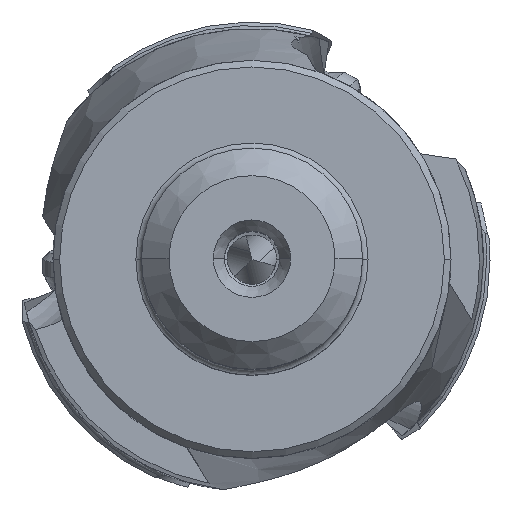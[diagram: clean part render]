
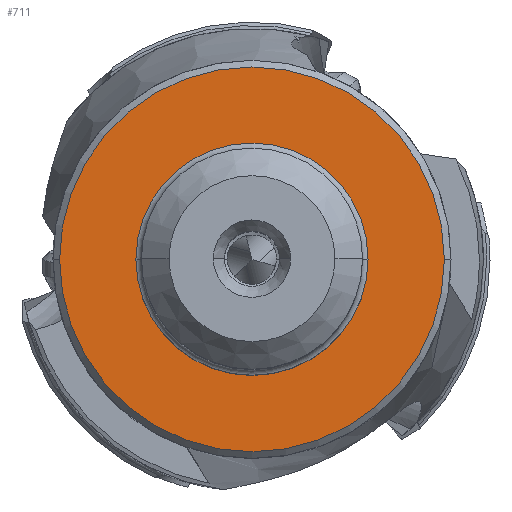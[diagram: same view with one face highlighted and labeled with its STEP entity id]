
A CAD part, top view. The second image highlights one B-rep face of the part: STEP entity #711.
In plain terms, the highlighted planar face has unit normal (0, 0, 1).
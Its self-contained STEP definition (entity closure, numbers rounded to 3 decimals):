
#136=FACE_BOUND('',#1351,.T.);
#137=FACE_BOUND('',#1352,.T.);
#711=ADVANCED_FACE('',(#136,#137),#915,.T.);
#915=PLANE('',#5902);
#1351=EDGE_LOOP('',(#2671,#2672));
#1352=EDGE_LOOP('',(#2673,#2674));
#1690=CIRCLE('',#5895,5.25);
#1692=CIRCLE('',#5898,5.25);
#1693=CIRCLE('',#5900,8.7);
#1694=CIRCLE('',#5901,8.7);
#2671=ORIENTED_EDGE('',*,*,#4567,.F.);
#2672=ORIENTED_EDGE('',*,*,#4568,.F.);
#2673=ORIENTED_EDGE('',*,*,#4566,.F.);
#2674=ORIENTED_EDGE('',*,*,#4564,.F.);
#3872=VERTEX_POINT('',#10554);
#3873=VERTEX_POINT('',#10556);
#3874=VERTEX_POINT('',#10562);
#3875=VERTEX_POINT('',#10563);
#4564=EDGE_CURVE('',#3872,#3873,#1690,.T.);
#4566=EDGE_CURVE('',#3873,#3872,#1692,.T.);
#4567=EDGE_CURVE('',#3874,#3875,#1693,.T.);
#4568=EDGE_CURVE('',#3875,#3874,#1694,.T.);
#5895=AXIS2_PLACEMENT_3D('',#10555,#6969,#6970);
#5898=AXIS2_PLACEMENT_3D('',#10559,#6975,#6976);
#5900=AXIS2_PLACEMENT_3D('',#10561,#6979,#6980);
#5901=AXIS2_PLACEMENT_3D('',#10564,#6981,#6982);
#5902=AXIS2_PLACEMENT_3D('',#10565,#6983,#6984);
#6969=DIRECTION('',(0.,0.,1.));
#6970=DIRECTION('',(-1.,0.,0.));
#6975=DIRECTION('',(0.,0.,1.));
#6976=DIRECTION('',(1.,0.,0.));
#6979=DIRECTION('',(0.,0.,-1.));
#6980=DIRECTION('',(1.,0.,0.));
#6981=DIRECTION('',(0.,0.,-1.));
#6982=DIRECTION('',(-1.,0.,0.));
#6983=DIRECTION('',(0.,0.,1.));
#6984=DIRECTION('',(1.,0.,0.));
#10554=CARTESIAN_POINT('',(-5.25,0.,0.));
#10555=CARTESIAN_POINT('',(0.,0.,0.));
#10556=CARTESIAN_POINT('',(5.25,0.,0.));
#10559=CARTESIAN_POINT('',(0.,0.,0.));
#10561=CARTESIAN_POINT('',(0.,0.,0.));
#10562=CARTESIAN_POINT('',(8.7,0.,0.));
#10563=CARTESIAN_POINT('',(-8.7,0.,0.));
#10564=CARTESIAN_POINT('',(0.,0.,0.));
#10565=CARTESIAN_POINT('',(0.,0.,0.));
